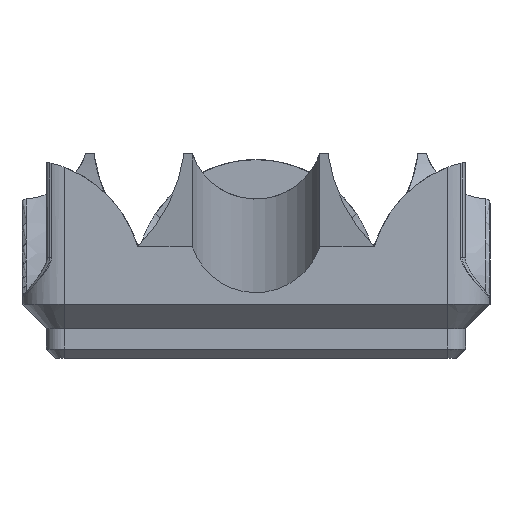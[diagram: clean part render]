
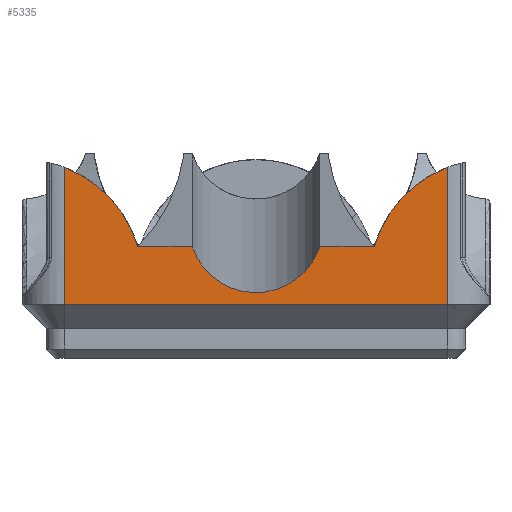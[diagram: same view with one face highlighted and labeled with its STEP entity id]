
A CAD part, left-side view. The second image highlights one B-rep face of the part: STEP entity #5335.
In plain terms, the highlighted planar face has unit normal (-1, 0, 0).
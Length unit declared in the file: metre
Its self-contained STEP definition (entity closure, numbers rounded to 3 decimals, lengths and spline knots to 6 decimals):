
#69=PLANE('',#5724);
#299=ELLIPSE('',#5726,0.006075,0.006);
#315=CIRCLE('',#5725,0.010669);
#316=CIRCLE('',#5727,0.010669);
#652=ORIENTED_EDGE('',*,*,#2231,.T.);
#653=ORIENTED_EDGE('',*,*,#2232,.F.);
#654=ORIENTED_EDGE('',*,*,#2233,.F.);
#655=ORIENTED_EDGE('',*,*,#2234,.T.);
#656=ORIENTED_EDGE('',*,*,#2235,.F.);
#657=ORIENTED_EDGE('',*,*,#2236,.T.);
#658=ORIENTED_EDGE('',*,*,#2237,.T.);
#659=ORIENTED_EDGE('',*,*,#2238,.F.);
#2231=EDGE_CURVE('',#3020,#3021,#3495,.F.);
#2232=EDGE_CURVE('',#3022,#3021,#315,.T.);
#2233=EDGE_CURVE('',#3023,#3022,#3496,.T.);
#2234=EDGE_CURVE('',#3023,#3024,#299,.F.);
#2235=EDGE_CURVE('',#3025,#3024,#3497,.T.);
#2236=EDGE_CURVE('',#3025,#3026,#316,.T.);
#2237=EDGE_CURVE('',#3026,#3027,#3498,.T.);
#2238=EDGE_CURVE('',#3020,#3027,#3499,.T.);
#3020=VERTEX_POINT('',#8172);
#3021=VERTEX_POINT('',#8173);
#3022=VERTEX_POINT('',#8175);
#3023=VERTEX_POINT('',#8177);
#3024=VERTEX_POINT('',#8179);
#3025=VERTEX_POINT('',#8181);
#3026=VERTEX_POINT('',#8183);
#3027=VERTEX_POINT('',#8185);
#3495=LINE('',#8171,#3947);
#3496=LINE('',#8176,#3948);
#3497=LINE('',#8180,#3949);
#3498=LINE('',#8184,#3950);
#3499=LINE('',#8186,#3951);
#3947=VECTOR('',#6398,1.);
#3948=VECTOR('',#6401,1.);
#3949=VECTOR('',#6404,1.);
#3950=VECTOR('',#6407,1.);
#3951=VECTOR('',#6408,1.);
#4395=EDGE_LOOP('',(#652,#653,#654,#655,#656,#657,#658,#659));
#4823=FACE_BOUND('',#4395,.T.);
#5335=ADVANCED_FACE('',(#4823),#69,.T.);
#5724=AXIS2_PLACEMENT_3D('',#8170,#6396,#6397);
#5725=AXIS2_PLACEMENT_3D('',#8174,#6399,#6400);
#5726=AXIS2_PLACEMENT_3D('',#8178,#6402,#6403);
#5727=AXIS2_PLACEMENT_3D('',#8182,#6405,#6406);
#6396=DIRECTION('',(-1.,0.,0.));
#6397=DIRECTION('',(0.,-1.,0.));
#6398=DIRECTION('',(0.,0.,-1.));
#6399=DIRECTION('',(1.,0.,0.));
#6400=DIRECTION('',(0.,1.,0.));
#6401=DIRECTION('',(0.,-1.,0.));
#6402=DIRECTION('',(-1.,0.,0.));
#6403=DIRECTION('',(0.,0.,1.));
#6404=DIRECTION('',(0.,-1.,0.));
#6405=DIRECTION('',(-1.,0.,0.));
#6406=DIRECTION('',(0.,-1.,0.));
#6407=DIRECTION('',(0.,0.,-1.));
#6408=DIRECTION('',(0.,1.,0.));
#8170=CARTESIAN_POINT('',(0.00025,0.038625,0.012425));
#8171=CARTESIAN_POINT('',(0.00025,0.004,0.0072));
#8172=CARTESIAN_POINT('',(0.00025,0.004,0.00475));
#8173=CARTESIAN_POINT('',(0.00025,0.004,0.016919));
#8174=CARTESIAN_POINT('',(0.00025,0.00025,0.006931));
#8175=CARTESIAN_POINT('',(0.00025,0.010511,0.009854));
#8176=CARTESIAN_POINT('',(0.00025,0.038625,0.009854));
#8177=CARTESIAN_POINT('',(0.00025,0.015343,0.009854));
#8178=CARTESIAN_POINT('',(0.00025,0.021,0.011879));
#8179=CARTESIAN_POINT('',(0.00025,0.026657,0.009854));
#8180=CARTESIAN_POINT('',(0.00025,0.038625,0.009854));
#8181=CARTESIAN_POINT('',(0.00025,0.031489,0.009854));
#8182=CARTESIAN_POINT('',(0.00025,0.04175,0.006931));
#8183=CARTESIAN_POINT('',(0.00025,0.038,0.016919));
#8184=CARTESIAN_POINT('',(0.00025,0.038,0.0072));
#8185=CARTESIAN_POINT('',(0.00025,0.038,0.00475));
#8186=CARTESIAN_POINT('',(0.00025,0.021,0.00475));
